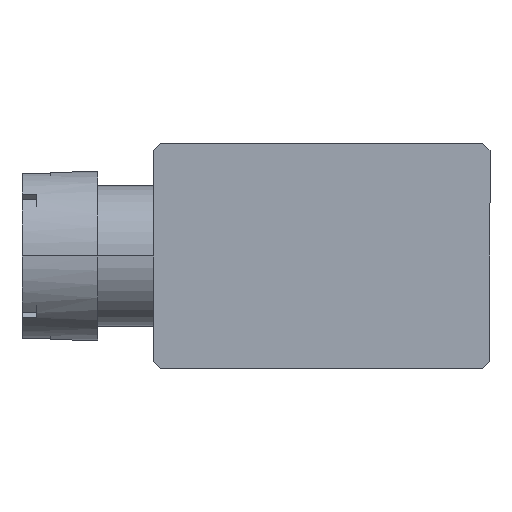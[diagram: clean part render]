
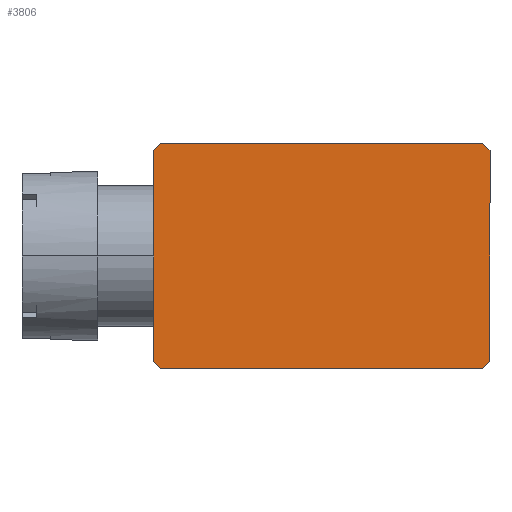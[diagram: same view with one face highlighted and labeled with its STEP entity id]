
A CAD part, left-side view. The second image highlights one B-rep face of the part: STEP entity #3806.
In plain terms, the highlighted face is planar.
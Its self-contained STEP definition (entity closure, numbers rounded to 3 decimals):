
#1 = VECTOR ( 'NONE', #2753, 1000. ) ;
#11 = CARTESIAN_POINT ( 'NONE',  ( 4., -5.75, 58.5 ) ) ;
#201 = EDGE_CURVE ( 'NONE', #4661, #3963, #5034, .T. ) ;
#321 = ORIENTED_EDGE ( 'NONE', *, *, #1430, .T. ) ;
#570 = DIRECTION ( 'NONE',  ( 1., 0., 0. ) ) ;
#592 = VECTOR ( 'NONE', #7118, 1000. ) ;
#616 = AXIS2_PLACEMENT_3D ( 'NONE', #6343, #4564, #1258 ) ;
#757 = DIRECTION ( 'NONE',  ( -0.707, 0.707, 0. ) ) ;
#889 = CARTESIAN_POINT ( 'NONE',  ( -4., 6., 58.5 ) ) ;
#954 = EDGE_CURVE ( 'NONE', #3001, #3867, #4476, .T. ) ;
#1019 = VECTOR ( 'NONE', #757, 1000. ) ;
#1083 = EDGE_CURVE ( 'NONE', #5990, #5238, #6480, .T. ) ;
#1101 = LINE ( 'NONE', #6897, #1 ) ;
#1180 = EDGE_CURVE ( 'NONE', #4678, #4661, #4289, .T. ) ;
#1226 = DIRECTION ( 'NONE',  ( 0., -1., 0. ) ) ;
#1237 = VERTEX_POINT ( 'NONE', #2122 ) ;
#1258 = DIRECTION ( 'NONE',  ( 1., 0., 0. ) ) ;
#1430 = EDGE_CURVE ( 'NONE', #5238, #4678, #1101, .T. ) ;
#1898 = LINE ( 'NONE', #3824, #6332 ) ;
#1953 = DIRECTION ( 'NONE',  ( -1., 0., 0. ) ) ;
#2035 = EDGE_CURVE ( 'NONE', #3963, #1237, #2698, .T. ) ;
#2075 = ORIENTED_EDGE ( 'NONE', *, *, #1083, .T. ) ;
#2122 = CARTESIAN_POINT ( 'NONE',  ( -4., 5.75, 58.5 ) ) ;
#2124 = ORIENTED_EDGE ( 'NONE', *, *, #201, .T. ) ;
#2138 = EDGE_CURVE ( 'NONE', #1237, #3001, #4273, .T. ) ;
#2237 = CARTESIAN_POINT ( 'NONE',  ( -3.875, -5.875, 58.5 ) ) ;
#2375 = CARTESIAN_POINT ( 'NONE',  ( -3.75, -6., 58.5 ) ) ;
#2398 = CARTESIAN_POINT ( 'NONE',  ( -9.875, -0.125, 58.5 ) ) ;
#2495 = ORIENTED_EDGE ( 'NONE', *, *, #2138, .T. ) ;
#2698 = LINE ( 'NONE', #2398, #592 ) ;
#2753 = DIRECTION ( 'NONE',  ( 0., 1., 0. ) ) ;
#2865 = CARTESIAN_POINT ( 'NONE',  ( -4., 6., 58.5 ) ) ;
#3001 = VERTEX_POINT ( 'NONE', #7122 ) ;
#3183 = EDGE_LOOP ( 'NONE', ( #2495, #4508, #5430, #2075, #321, #3626, #2124, #4315 ) ) ;
#3626 = ORIENTED_EDGE ( 'NONE', *, *, #1180, .T. ) ;
#3682 = EDGE_CURVE ( 'NONE', #3867, #5990, #1898, .T. ) ;
#3806 = ADVANCED_FACE ( 'NONE', ( #7405 ), #5739, .T. ) ;
#3824 = CARTESIAN_POINT ( 'NONE',  ( -4., -6., 58.5 ) ) ;
#3867 = VERTEX_POINT ( 'NONE', #2375 ) ;
#3888 = CARTESIAN_POINT ( 'NONE',  ( 3.75, -6., 58.5 ) ) ;
#3963 = VERTEX_POINT ( 'NONE', #6562 ) ;
#4018 = CARTESIAN_POINT ( 'NONE',  ( 5.875, 3.875, 58.5 ) ) ;
#4273 = LINE ( 'NONE', #2865, #5857 ) ;
#4289 = LINE ( 'NONE', #4018, #1019 ) ;
#4315 = ORIENTED_EDGE ( 'NONE', *, *, #2035, .T. ) ;
#4476 = LINE ( 'NONE', #2237, #6064 ) ;
#4508 = ORIENTED_EDGE ( 'NONE', *, *, #954, .T. ) ;
#4564 = DIRECTION ( 'NONE',  ( 0., 0., 1. ) ) ;
#4661 = VERTEX_POINT ( 'NONE', #7329 ) ;
#4678 = VERTEX_POINT ( 'NONE', #4922 ) ;
#4922 = CARTESIAN_POINT ( 'NONE',  ( 4., 5.75, 58.5 ) ) ;
#5034 = LINE ( 'NONE', #889, #6498 ) ;
#5105 = DIRECTION ( 'NONE',  ( 0.707, 0.707, 0. ) ) ;
#5238 = VERTEX_POINT ( 'NONE', #11 ) ;
#5430 = ORIENTED_EDGE ( 'NONE', *, *, #3682, .T. ) ;
#5677 = VECTOR ( 'NONE', #5105, 1000. ) ;
#5739 = PLANE ( 'NONE',  #616 ) ;
#5857 = VECTOR ( 'NONE', #1226, 1000. ) ;
#5990 = VERTEX_POINT ( 'NONE', #3888 ) ;
#6064 = VECTOR ( 'NONE', #6953, 1000. ) ;
#6332 = VECTOR ( 'NONE', #570, 1000. ) ;
#6343 = CARTESIAN_POINT ( 'NONE',  ( -4., -6., 58.5 ) ) ;
#6480 = LINE ( 'NONE', #7004, #5677 ) ;
#6498 = VECTOR ( 'NONE', #1953, 1000. ) ;
#6562 = CARTESIAN_POINT ( 'NONE',  ( -3.75, 6., 58.5 ) ) ;
#6897 = CARTESIAN_POINT ( 'NONE',  ( 4., 6., 58.5 ) ) ;
#6953 = DIRECTION ( 'NONE',  ( 0.707, -0.707, 0. ) ) ;
#7004 = CARTESIAN_POINT ( 'NONE',  ( -0.125, -9.875, 58.5 ) ) ;
#7118 = DIRECTION ( 'NONE',  ( -0.707, -0.707, 0. ) ) ;
#7122 = CARTESIAN_POINT ( 'NONE',  ( -4., -5.75, 58.5 ) ) ;
#7329 = CARTESIAN_POINT ( 'NONE',  ( 3.75, 6., 58.5 ) ) ;
#7405 = FACE_OUTER_BOUND ( 'NONE', #3183, .T. ) ;
